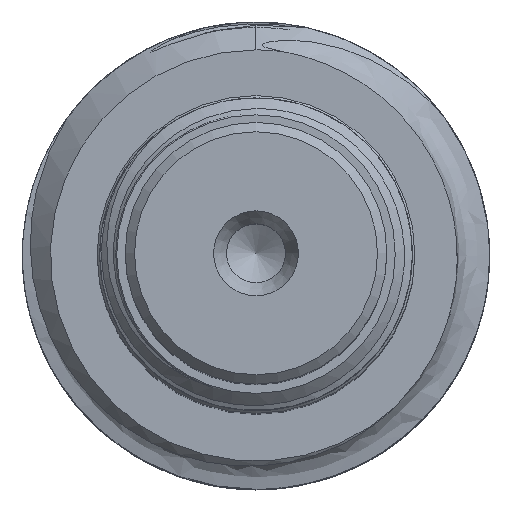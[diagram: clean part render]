
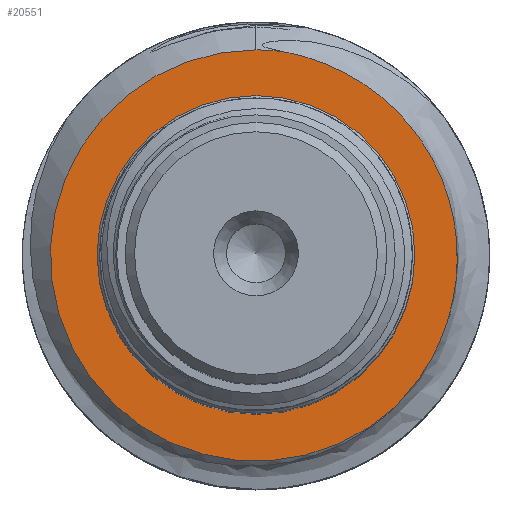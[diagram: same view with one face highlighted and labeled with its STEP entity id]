
A CAD part, top view. The second image highlights one B-rep face of the part: STEP entity #20551.
In plain terms, the highlighted planar face has unit normal (0, 0, 1).
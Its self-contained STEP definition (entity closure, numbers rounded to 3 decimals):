
#16475=CARTESIAN_POINT('',(1.36,10.916,-69.));
#16476=VERTEX_POINT('',#16475);
#16584=CARTESIAN_POINT('',(7.516,-8.032,-69.));
#16585=VERTEX_POINT('',#16584);
#16586=CARTESIAN_POINT('',(0.708,-11.5,-69.));
#16587=CARTESIAN_POINT('',(1.71,-11.335,-69.));
#16588=CARTESIAN_POINT('',(2.68,-11.062,-69.));
#16589=CARTESIAN_POINT('',(4.7,-10.214,-69.));
#16590=CARTESIAN_POINT('',(5.713,-9.606,-69.));
#16591=CARTESIAN_POINT('',(7.792,-7.886,-69.));
#16592=CARTESIAN_POINT('',(8.762,-6.699,-69.));
#16593=CARTESIAN_POINT('',(10.164,-4.036,-69.));
#16594=CARTESIAN_POINT('',(10.592,-2.595,-69.));
#16595=CARTESIAN_POINT('',(10.855,0.351,-69.));
#16596=CARTESIAN_POINT('',(10.696,1.825,-69.));
#16597=CARTESIAN_POINT('',(9.821,4.603,-69.));
#16598=CARTESIAN_POINT('',(9.124,5.881,-69.));
#16599=CARTESIAN_POINT('',(7.29,8.092,-69.));
#16600=CARTESIAN_POINT('',(6.175,9.006,-69.));
#16601=CARTESIAN_POINT('',(3.668,10.368,-69.));
#16602=CARTESIAN_POINT('',(2.302,10.806,-69.));
#16603=CARTESIAN_POINT('',(-0.518,11.164,-69.));
#16604=CARTESIAN_POINT('',(-1.941,11.084,-69.));
#16605=CARTESIAN_POINT('',(-4.305,10.533,-69.));
#16606=CARTESIAN_POINT('',(-5.245,10.188,-69.));
#16607=CARTESIAN_POINT('',(-6.946,9.342,-69.));
#16608=CARTESIAN_POINT('',(-7.607,8.92,-69.));
#16609=CARTESIAN_POINT('',(-8.709,8.152,-69.));
#16610=CARTESIAN_POINT('',(-9.133,7.822,-69.));
#16611=CARTESIAN_POINT('',(-9.608,7.499,-69.));
#16612=CARTESIAN_POINT('',(-9.741,7.418,-69.));
#16613=CARTESIAN_POINT('',(-9.907,7.346,-69.));
#16614=CARTESIAN_POINT('',(-9.959,7.329,-69.));
#16615=CARTESIAN_POINT('',(-10.027,7.322,-69.));
#16616=CARTESIAN_POINT('',(-10.051,7.323,-69.));
#16617=CARTESIAN_POINT('',(-10.088,7.333,-69.));
#16618=CARTESIAN_POINT('',(-10.103,7.34,-69.));
#16619=CARTESIAN_POINT('',(-10.127,7.358,-69.));
#16620=CARTESIAN_POINT('',(-10.137,7.37,-69.));
#16621=CARTESIAN_POINT('',(-10.155,7.4,-69.));
#16622=CARTESIAN_POINT('',(-10.162,7.419,-69.));
#16623=CARTESIAN_POINT('',(-10.174,7.476,-69.));
#16624=CARTESIAN_POINT('',(-10.175,7.517,-69.));
#16625=CARTESIAN_POINT('',(-10.164,7.667,-69.));
#16626=CARTESIAN_POINT('',(-10.127,7.793,-69.));
#16627=CARTESIAN_POINT('',(-9.996,8.179,-69.));
#16628=CARTESIAN_POINT('',(-9.789,8.589,-69.));
#16629=CARTESIAN_POINT('',(-8.959,9.805,-69.));
#16630=CARTESIAN_POINT('',(-8.167,10.687,-69.));
#16631=CARTESIAN_POINT('',(-7.065,11.5,-69.));
#16632=B_SPLINE_CURVE_WITH_KNOTS('',3,(#16586,#16587,#16588,#16589,#16590,#16591,#16592,#16593,#16594,#16595,#16596,#16597,#16598,#16599,#16600,#16601,#16602,#16603,#16604,#16605,#16606,#16607,#16608,#16609,#16610,#16611,
#16612,#16613,#16614,#16615,#16616,#16617,#16618,#16619,#16620,#16621,#16622,#16623,#16624,#16625,#16626,#16627,#16628,#16629,#16630,#16631),.UNSPECIFIED.,.F.,.F.,(4,2,2,2,2,2,2,2,2,2,2,2,2,2,2,2,2,2,2,2,2,2,4),(0.,0.305,0.66,1.118,1.568,2.012,2.448,2.879,3.309,3.737,4.039,4.306,4.554,4.667,4.724,4.753,4.773,4.791,4.816,4.864,5.003,5.493,6.287),.UNSPECIFIED.);
#16633=EDGE_CURVE('',#16585,#16476,#16632,.T.);
#20507=CARTESIAN_POINT('',(0.,10.5,-69.));
#20508=DIRECTION('',(0.,0.,1.));
#20509=DIRECTION('',(0.,1.,0.));
#20510=AXIS2_PLACEMENT_3D('',#20507,#20508,#20509);
#20511=PLANE('',#20510);
#20512=ORIENTED_EDGE('',*,*,#16633,.T.);
#20513=CARTESIAN_POINT('',(-0.,11.,-69.));
#20514=VERTEX_POINT('',#20513);
#20515=CARTESIAN_POINT('',(0.,0.,-69.));
#20516=DIRECTION('',(0.,0.,-1.));
#20517=DIRECTION('',(0.,-1.,0.));
#20518=AXIS2_PLACEMENT_3D('',#20515,#20516,#20517);
#20519=CIRCLE('',#20518,11.);
#20520=EDGE_CURVE('',#20514,#16476,#20519,.T.);
#20521=ORIENTED_EDGE('',*,*,#20520,.F.);
#20522=CARTESIAN_POINT('',(0.,0.,-69.));
#20523=DIRECTION('',(0.,0.,-1.));
#20524=DIRECTION('',(0.,-1.,0.));
#20525=AXIS2_PLACEMENT_3D('',#20522,#20523,#20524);
#20526=CIRCLE('',#20525,11.);
#20527=EDGE_CURVE('',#16585,#20514,#20526,.T.);
#20528=ORIENTED_EDGE('',*,*,#20527,.F.);
#20529=EDGE_LOOP('',(#20512,#20521,#20528));
#20530=FACE_BOUND('',#20529,.T.);
#20531=CARTESIAN_POINT('',(-0.,-8.5,-69.));
#20532=VERTEX_POINT('',#20531);
#20533=CARTESIAN_POINT('',(0.,8.5,-69.));
#20534=VERTEX_POINT('',#20533);
#20535=CARTESIAN_POINT('',(0.,0.,-69.));
#20536=DIRECTION('',(0.,-0.,1.));
#20537=DIRECTION('',(0.,1.,0.));
#20538=AXIS2_PLACEMENT_3D('',#20535,#20536,#20537);
#20539=CIRCLE('',#20538,8.5);
#20540=EDGE_CURVE('',#20532,#20534,#20539,.T.);
#20541=ORIENTED_EDGE('',*,*,#20540,.F.);
#20542=CARTESIAN_POINT('',(0.,0.,-69.));
#20543=DIRECTION('',(0.,-0.,1.));
#20544=DIRECTION('',(0.,1.,0.));
#20545=AXIS2_PLACEMENT_3D('',#20542,#20543,#20544);
#20546=CIRCLE('',#20545,8.5);
#20547=EDGE_CURVE('',#20534,#20532,#20546,.T.);
#20548=ORIENTED_EDGE('',*,*,#20547,.F.);
#20549=EDGE_LOOP('',(#20541,#20548));
#20550=FACE_BOUND('',#20549,.T.);
#20551=ADVANCED_FACE('',(#20530,#20550),#20511,.T.);
